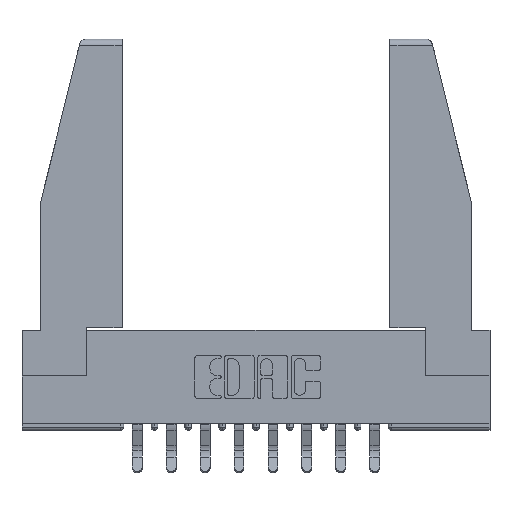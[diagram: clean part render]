
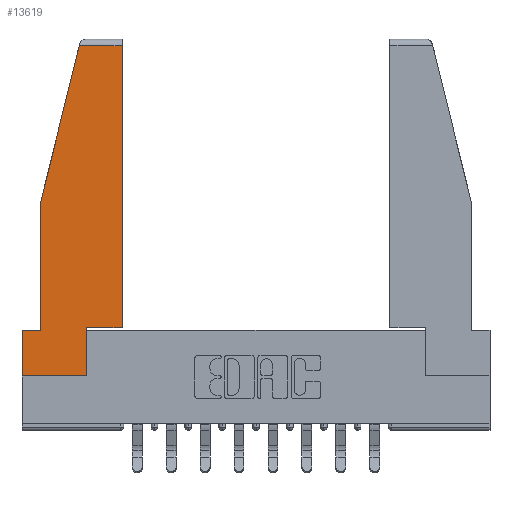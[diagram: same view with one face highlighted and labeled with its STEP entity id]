
A CAD part, top view. The second image highlights one B-rep face of the part: STEP entity #13619.
In plain terms, the highlighted planar face has unit normal (0, 0, 1).
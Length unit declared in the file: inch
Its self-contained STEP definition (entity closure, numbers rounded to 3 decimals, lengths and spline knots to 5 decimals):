
#133 = CARTESIAN_POINT ( 'NONE',  ( 0.086, 0.8, 0. ) ) ;
#254 = EDGE_CURVE ( 'NONE', #834, #11505, #11627, .T. ) ;
#399 = DIRECTION ( 'NONE',  ( 0., 1., 0. ) ) ;
#632 = DIRECTION ( 'NONE',  ( 1., 0., 0. ) ) ;
#652 = CARTESIAN_POINT ( 'NONE',  ( 0., 0., 0. ) ) ;
#834 = VERTEX_POINT ( 'NONE', #9640 ) ;
#1337 = ORIENTED_EDGE ( 'NONE', *, *, #254, .T. ) ;
#1775 = ORIENTED_EDGE ( 'NONE', *, *, #1860, .T. ) ;
#1776 = VECTOR ( 'NONE', #10819, 39.37008 ) ;
#1860 = EDGE_CURVE ( 'NONE', #3118, #8910, #11572, .T. ) ;
#1898 = DIRECTION ( 'NONE',  ( -1., 0., 0. ) ) ;
#2001 = LINE ( 'NONE', #13347, #9502 ) ;
#2026 = LINE ( 'NONE', #3491, #2791 ) ;
#2300 = EDGE_CURVE ( 'NONE', #11505, #12249, #9367, .T. ) ;
#2467 = CARTESIAN_POINT ( 'NONE',  ( 0.297, 0., 0. ) ) ;
#2481 = VECTOR ( 'NONE', #632, 39.37008 ) ;
#2598 = VECTOR ( 'NONE', #3386, 39.37008 ) ;
#2791 = VECTOR ( 'NONE', #15435, 39.37008 ) ;
#2876 = EDGE_CURVE ( 'NONE', #7571, #6094, #2026, .T. ) ;
#3118 = VERTEX_POINT ( 'NONE', #11599 ) ;
#3220 = DIRECTION ( 'NONE',  ( 0., 0., 1. ) ) ;
#3247 = VERTEX_POINT ( 'NONE', #2467 ) ;
#3386 = DIRECTION ( 'NONE',  ( 1., 0., 0. ) ) ;
#3491 = CARTESIAN_POINT ( 'NONE',  ( 0.086, 0.8, 0. ) ) ;
#3705 = VECTOR ( 'NONE', #1898, 39.37008 ) ;
#3883 = EDGE_CURVE ( 'NONE', #3247, #834, #2001, .T. ) ;
#4497 = ORIENTED_EDGE ( 'NONE', *, *, #2300, .T. ) ;
#4566 = EDGE_LOOP ( 'NONE', ( #4497, #14387, #14393, #10611, #8227, #1775, #13423, #10462, #1337 ) ) ;
#4671 = LINE ( 'NONE', #13354, #11369 ) ;
#5064 = CARTESIAN_POINT ( 'NONE',  ( 0.086, 0.21, 0. ) ) ;
#5895 = CARTESIAN_POINT ( 'NONE',  ( 0.461, 1.52, 0. ) ) ;
#6094 = VERTEX_POINT ( 'NONE', #5064 ) ;
#6259 = AXIS2_PLACEMENT_3D ( 'NONE', #652, #3220, #9018 ) ;
#6719 = LINE ( 'NONE', #9462, #2598 ) ;
#6851 = CARTESIAN_POINT ( 'NONE',  ( 0., 0.21, 0. ) ) ;
#7571 = VERTEX_POINT ( 'NONE', #133 ) ;
#8227 = ORIENTED_EDGE ( 'NONE', *, *, #13526, .T. ) ;
#8731 = EDGE_CURVE ( 'NONE', #12249, #9292, #4671, .T. ) ;
#8910 = VERTEX_POINT ( 'NONE', #15121 ) ;
#9018 = DIRECTION ( 'NONE',  ( 1., 0., 0. ) ) ;
#9292 = VERTEX_POINT ( 'NONE', #12574 ) ;
#9367 = LINE ( 'NONE', #14158, #14176 ) ;
#9462 = CARTESIAN_POINT ( 'NONE',  ( 0., 0., 0. ) ) ;
#9502 = VECTOR ( 'NONE', #399, 39.37008 ) ;
#9640 = CARTESIAN_POINT ( 'NONE',  ( 0.297, 0.223, 0. ) ) ;
#9922 = VECTOR ( 'NONE', #14973, 39.37008 ) ;
#10053 = CARTESIAN_POINT ( 'NONE',  ( 0.297, 0.223, 0. ) ) ;
#10392 = PLANE ( 'NONE',  #6259 ) ;
#10462 = ORIENTED_EDGE ( 'NONE', *, *, #3883, .T. ) ;
#10611 = ORIENTED_EDGE ( 'NONE', *, *, #2876, .T. ) ;
#10721 = EDGE_CURVE ( 'NONE', #8910, #3247, #6719, .T. ) ;
#10819 = DIRECTION ( 'NONE',  ( -0.239, -0.971, 0. ) ) ;
#11019 = CARTESIAN_POINT ( 'NONE',  ( 0.271, 1.55, 0. ) ) ;
#11369 = VECTOR ( 'NONE', #13606, 39.37008 ) ;
#11505 = VERTEX_POINT ( 'NONE', #13671 ) ;
#11572 = LINE ( 'NONE', #6851, #9922 ) ;
#11599 = CARTESIAN_POINT ( 'NONE',  ( 0., 0.21, 0. ) ) ;
#11627 = LINE ( 'NONE', #10053, #2481 ) ;
#11695 = LINE ( 'NONE', #15094, #3705 ) ;
#12249 = VERTEX_POINT ( 'NONE', #5895 ) ;
#12444 = FACE_OUTER_BOUND ( 'NONE', #4566, .T. ) ;
#12574 = CARTESIAN_POINT ( 'NONE',  ( 0.2636, 1.52, 0. ) ) ;
#12904 = DIRECTION ( 'NONE',  ( 0., 1., 0. ) ) ;
#13347 = CARTESIAN_POINT ( 'NONE',  ( 0.297, 0., 0. ) ) ;
#13354 = CARTESIAN_POINT ( 'NONE',  ( 0., 1.52, 0. ) ) ;
#13423 = ORIENTED_EDGE ( 'NONE', *, *, #10721, .T. ) ;
#13526 = EDGE_CURVE ( 'NONE', #6094, #3118, #11695, .T. ) ;
#13606 = DIRECTION ( 'NONE',  ( -1., 0., 0. ) ) ;
#13619 = ADVANCED_FACE ( 'NONE', ( #12444 ), #10392, .T. ) ;
#13671 = CARTESIAN_POINT ( 'NONE',  ( 0.461, 0.223, 0. ) ) ;
#13890 = LINE ( 'NONE', #11019, #1776 ) ;
#14060 = EDGE_CURVE ( 'NONE', #9292, #7571, #13890, .T. ) ;
#14158 = CARTESIAN_POINT ( 'NONE',  ( 0.461, 0.223, 0. ) ) ;
#14176 = VECTOR ( 'NONE', #12904, 39.37008 ) ;
#14387 = ORIENTED_EDGE ( 'NONE', *, *, #8731, .T. ) ;
#14393 = ORIENTED_EDGE ( 'NONE', *, *, #14060, .T. ) ;
#14973 = DIRECTION ( 'NONE',  ( 0., -1., 0. ) ) ;
#15094 = CARTESIAN_POINT ( 'NONE',  ( 0., 0.21, 0. ) ) ;
#15121 = CARTESIAN_POINT ( 'NONE',  ( 0., 0., 0. ) ) ;
#15435 = DIRECTION ( 'NONE',  ( 0., -1., 0. ) ) ;
